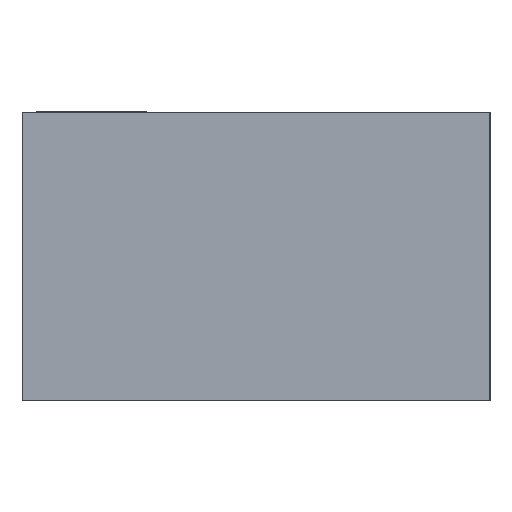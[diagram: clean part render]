
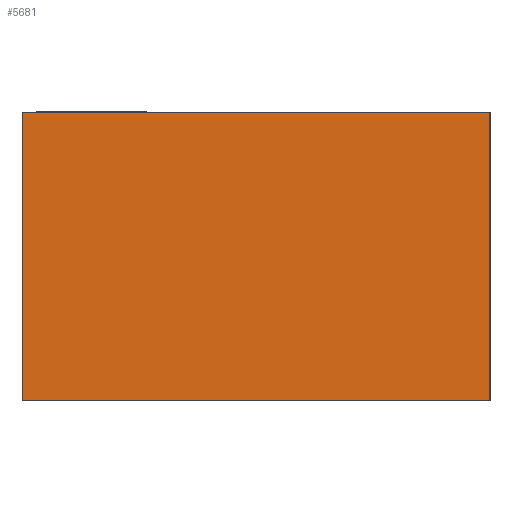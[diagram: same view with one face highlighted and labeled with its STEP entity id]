
A CAD part, left-side view. The second image highlights one B-rep face of the part: STEP entity #5681.
In plain terms, the highlighted planar face has unit normal (-1, 0, 0).
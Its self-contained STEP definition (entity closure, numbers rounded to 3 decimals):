
#116 = VERTEX_POINT ( 'NONE', #1205 ) ;
#182 = VECTOR ( 'NONE', #2470, 1000. ) ;
#287 = LINE ( 'NONE', #6714, #182 ) ;
#992 = LINE ( 'NONE', #7600, #8177 ) ;
#1204 = VERTEX_POINT ( 'NONE', #6782 ) ;
#1205 = CARTESIAN_POINT ( 'NONE',  ( -46., 0., -20. ) ) ;
#1776 = EDGE_CURVE ( 'NONE', #2358, #116, #992, .T. ) ;
#1835 = LINE ( 'NONE', #5714, #3135 ) ;
#2082 = LINE ( 'NONE', #6460, #8169 ) ;
#2295 = EDGE_CURVE ( 'NONE', #1204, #5791, #2082, .T. ) ;
#2340 = DIRECTION ( 'NONE',  ( 0., 1., 0. ) ) ;
#2358 = VERTEX_POINT ( 'NONE', #8473 ) ;
#2470 = DIRECTION ( 'NONE',  ( 0., 0., -1. ) ) ;
#2781 = EDGE_LOOP ( 'NONE', ( #6366, #5389, #2923, #3272 ) ) ;
#2923 = ORIENTED_EDGE ( 'NONE', *, *, #2295, .F. ) ;
#3008 = DIRECTION ( 'NONE',  ( 0., -1., 0. ) ) ;
#3135 = VECTOR ( 'NONE', #5627, 1000. ) ;
#3272 = ORIENTED_EDGE ( 'NONE', *, *, #8024, .T. ) ;
#4641 = AXIS2_PLACEMENT_3D ( 'NONE', #7739, #7233, #2340 ) ;
#5251 = FACE_OUTER_BOUND ( 'NONE', #2781, .T. ) ;
#5389 = ORIENTED_EDGE ( 'NONE', *, *, #8529, .F. ) ;
#5627 = DIRECTION ( 'NONE',  ( 0., 0., -1. ) ) ;
#5642 = DIRECTION ( 'NONE',  ( 0., -1., 0. ) ) ;
#5681 = ADVANCED_FACE ( 'NONE', ( #5251 ), #7046, .F. ) ;
#5714 = CARTESIAN_POINT ( 'NONE',  ( -46., 0., 20. ) ) ;
#5791 = VERTEX_POINT ( 'NONE', #6655 ) ;
#6366 = ORIENTED_EDGE ( 'NONE', *, *, #1776, .T. ) ;
#6460 = CARTESIAN_POINT ( 'NONE',  ( -46., 65., 20. ) ) ;
#6655 = CARTESIAN_POINT ( 'NONE',  ( -46., 0., 20. ) ) ;
#6714 = CARTESIAN_POINT ( 'NONE',  ( -46., 65., 20. ) ) ;
#6782 = CARTESIAN_POINT ( 'NONE',  ( -46., 65., 20. ) ) ;
#7046 = PLANE ( 'NONE',  #4641 ) ;
#7233 = DIRECTION ( 'NONE',  ( 1., 0., 0. ) ) ;
#7600 = CARTESIAN_POINT ( 'NONE',  ( -46., 65., -20. ) ) ;
#7739 = CARTESIAN_POINT ( 'NONE',  ( -46., 65., 20. ) ) ;
#8024 = EDGE_CURVE ( 'NONE', #1204, #2358, #287, .T. ) ;
#8169 = VECTOR ( 'NONE', #3008, 1000. ) ;
#8177 = VECTOR ( 'NONE', #5642, 1000. ) ;
#8473 = CARTESIAN_POINT ( 'NONE',  ( -46., 65., -20. ) ) ;
#8529 = EDGE_CURVE ( 'NONE', #5791, #116, #1835, .T. ) ;
